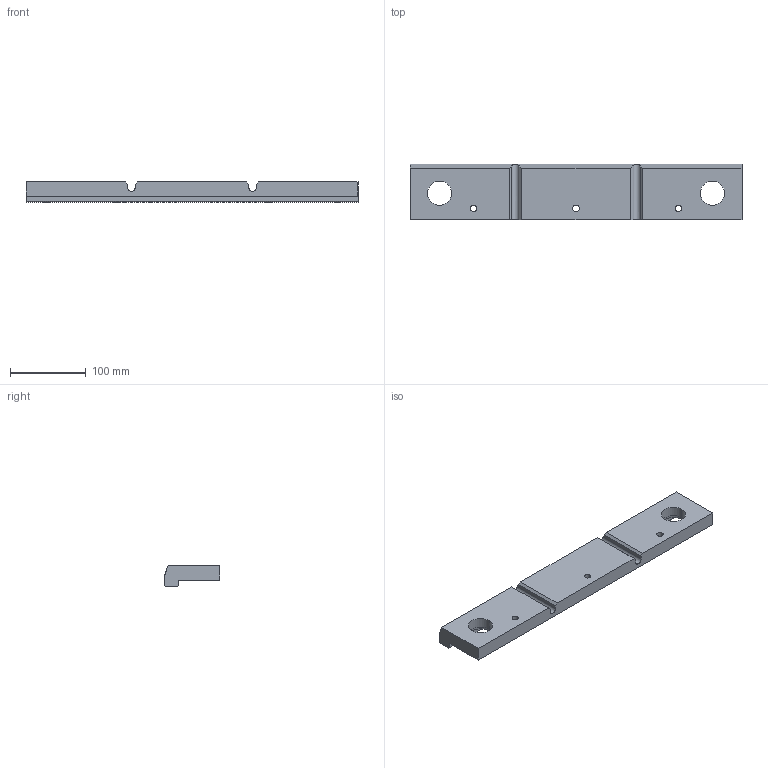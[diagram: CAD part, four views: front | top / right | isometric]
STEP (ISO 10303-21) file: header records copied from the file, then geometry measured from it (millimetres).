
FILE_DESCRIPTION(('STEP AP203'),'1');
FILE_NAME('Listwa zamkowa 2.stp','2018-10-18T10:03:33',(' '),(' '),'Spatial InterOp 3D',' ',' ');
FILE_SCHEMA(('CONFIG_CONTROL_DESIGN'));
Length unit declared in the file: millimetre
Products named in the file (1): 1
Bounding box: 438 x 73 x 26.69 mm (x, y, z)
Volume: 590364.6 mm3; surface area: 93953.2 mm2
Topology: 1 solids, 1 shells, 55 faces, 142 edges, 89 vertices
Faces by surface type: cylinder 24, plane 23, cone 8
Entity records: 1716 total; most frequent: CARTESIAN_POINT 301, DIRECTION 292, ORIENTED_EDGE 272, EDGE_CURVE 136, AXIS2_PLACEMENT_3D 102, VERTEX_POINT 89, LINE 88, VECTOR 88
